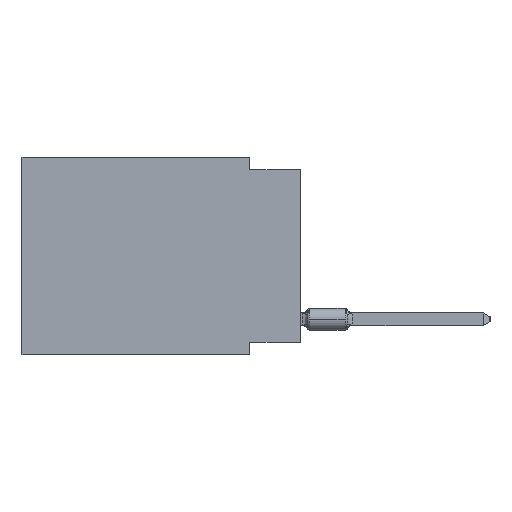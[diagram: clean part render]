
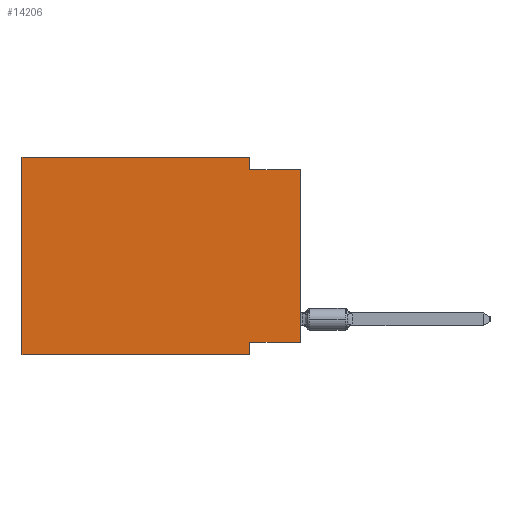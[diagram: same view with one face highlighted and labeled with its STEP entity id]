
A CAD part, left-side view. The second image highlights one B-rep face of the part: STEP entity #14206.
In plain terms, the highlighted planar face has unit normal (-1, 0, 0).
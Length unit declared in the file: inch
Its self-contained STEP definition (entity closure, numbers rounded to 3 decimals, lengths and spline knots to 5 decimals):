
#190 = EDGE_CURVE ( 'NONE', #4435, #10129, #7256, .T. ) ;
#336 = EDGE_CURVE ( 'NONE', #17985, #4435, #25619, .T. ) ;
#542 = EDGE_CURVE ( 'NONE', #10129, #14017, #18263, .T. ) ;
#756 = VERTEX_POINT ( 'NONE', #16985 ) ;
#1467 = LINE ( 'NONE', #5683, #17263 ) ;
#1492 = CARTESIAN_POINT ( 'NONE',  ( 0., 0., -0.025 ) ) ;
#2095 = VECTOR ( 'NONE', #13465, 39.37008 ) ;
#2113 = CARTESIAN_POINT ( 'NONE',  ( 0., 0.1, -0.365 ) ) ;
#2345 = DIRECTION ( 'NONE',  ( 0., 0., -1. ) ) ;
#2532 = LINE ( 'NONE', #21438, #16444 ) ;
#3838 = LINE ( 'NONE', #12578, #14393 ) ;
#4087 = ORIENTED_EDGE ( 'NONE', *, *, #336, .F. ) ;
#4188 = CARTESIAN_POINT ( 'NONE',  ( 0., 0.55, 0. ) ) ;
#4435 = VERTEX_POINT ( 'NONE', #13010 ) ;
#4809 = EDGE_CURVE ( 'NONE', #19399, #756, #2532, .T. ) ;
#4850 = CARTESIAN_POINT ( 'NONE',  ( 0., 0.1, 0. ) ) ;
#5683 = CARTESIAN_POINT ( 'NONE',  ( 0., 0.1, -0.39 ) ) ;
#6093 = DIRECTION ( 'NONE',  ( 0., 0., 1. ) ) ;
#6590 = ORIENTED_EDGE ( 'NONE', *, *, #4809, .T. ) ;
#7082 = VECTOR ( 'NONE', #25893, 39.37008 ) ;
#7124 = VECTOR ( 'NONE', #16312, 39.37008 ) ;
#7256 = LINE ( 'NONE', #4850, #2095 ) ;
#7523 = ORIENTED_EDGE ( 'NONE', *, *, #23461, .F. ) ;
#8514 = VECTOR ( 'NONE', #24993, 39.37008 ) ;
#8808 = ORIENTED_EDGE ( 'NONE', *, *, #18809, .F. ) ;
#9472 = AXIS2_PLACEMENT_3D ( 'NONE', #4188, #21671, #2345 ) ;
#9729 = ORIENTED_EDGE ( 'NONE', *, *, #190, .F. ) ;
#9769 = VECTOR ( 'NONE', #14680, 39.37008 ) ;
#10092 = CARTESIAN_POINT ( 'NONE',  ( 0., 0.55, -0.39 ) ) ;
#10129 = VERTEX_POINT ( 'NONE', #22043 ) ;
#11072 = CARTESIAN_POINT ( 'NONE',  ( 0., 0.55, 0. ) ) ;
#12160 = CARTESIAN_POINT ( 'NONE',  ( 0., 0., -0.365 ) ) ;
#12578 = CARTESIAN_POINT ( 'NONE',  ( 0., 0.55, 0. ) ) ;
#13010 = CARTESIAN_POINT ( 'NONE',  ( 0., 0.1, 0. ) ) ;
#13348 = PLANE ( 'NONE',  #9472 ) ;
#13465 = DIRECTION ( 'NONE',  ( 0., 0., -1. ) ) ;
#13977 = CARTESIAN_POINT ( 'NONE',  ( 0., 0.55, 0. ) ) ;
#14017 = VERTEX_POINT ( 'NONE', #14350 ) ;
#14206 = ADVANCED_FACE ( 'NONE', ( #19262 ), #13348, .F. ) ;
#14292 = DIRECTION ( 'NONE',  ( 0., 0., -1. ) ) ;
#14350 = CARTESIAN_POINT ( 'NONE',  ( 0., 0., -0.025 ) ) ;
#14393 = VECTOR ( 'NONE', #6093, 39.37008 ) ;
#14680 = DIRECTION ( 'NONE',  ( 0., 0., 1. ) ) ;
#16312 = DIRECTION ( 'NONE',  ( 0., -1., 0. ) ) ;
#16444 = VECTOR ( 'NONE', #19740, 39.37008 ) ;
#16598 = VERTEX_POINT ( 'NONE', #2113 ) ;
#16985 = CARTESIAN_POINT ( 'NONE',  ( 0., 0.1, -0.39 ) ) ;
#17126 = ORIENTED_EDGE ( 'NONE', *, *, #18701, .F. ) ;
#17263 = VECTOR ( 'NONE', #14292, 39.37008 ) ;
#17301 = VERTEX_POINT ( 'NONE', #19929 ) ;
#17985 = VERTEX_POINT ( 'NONE', #13977 ) ;
#18263 = LINE ( 'NONE', #1492, #7124 ) ;
#18516 = LINE ( 'NONE', #12160, #8514 ) ;
#18701 = EDGE_CURVE ( 'NONE', #17301, #16598, #18516, .T. ) ;
#18809 = EDGE_CURVE ( 'NONE', #19399, #17985, #3838, .T. ) ;
#19065 = EDGE_LOOP ( 'NONE', ( #25430, #27462, #9729, #4087, #8808, #6590, #7523, #17126 ) ) ;
#19262 = FACE_OUTER_BOUND ( 'NONE', #19065, .T. ) ;
#19399 = VERTEX_POINT ( 'NONE', #10092 ) ;
#19740 = DIRECTION ( 'NONE',  ( 0., -1., 0. ) ) ;
#19929 = CARTESIAN_POINT ( 'NONE',  ( 0., 0., -0.365 ) ) ;
#20891 = CARTESIAN_POINT ( 'NONE',  ( 0., 0., 0. ) ) ;
#21438 = CARTESIAN_POINT ( 'NONE',  ( 0., 0.55, -0.39 ) ) ;
#21671 = DIRECTION ( 'NONE',  ( 1., 0., 0. ) ) ;
#22030 = LINE ( 'NONE', #20891, #9769 ) ;
#22043 = CARTESIAN_POINT ( 'NONE',  ( 0., 0.1, -0.025 ) ) ;
#23461 = EDGE_CURVE ( 'NONE', #16598, #756, #1467, .T. ) ;
#24993 = DIRECTION ( 'NONE',  ( 0., 1., 0. ) ) ;
#25066 = EDGE_CURVE ( 'NONE', #17301, #14017, #22030, .T. ) ;
#25430 = ORIENTED_EDGE ( 'NONE', *, *, #25066, .T. ) ;
#25619 = LINE ( 'NONE', #11072, #7082 ) ;
#25893 = DIRECTION ( 'NONE',  ( 0., -1., 0. ) ) ;
#27462 = ORIENTED_EDGE ( 'NONE', *, *, #542, .F. ) ;
